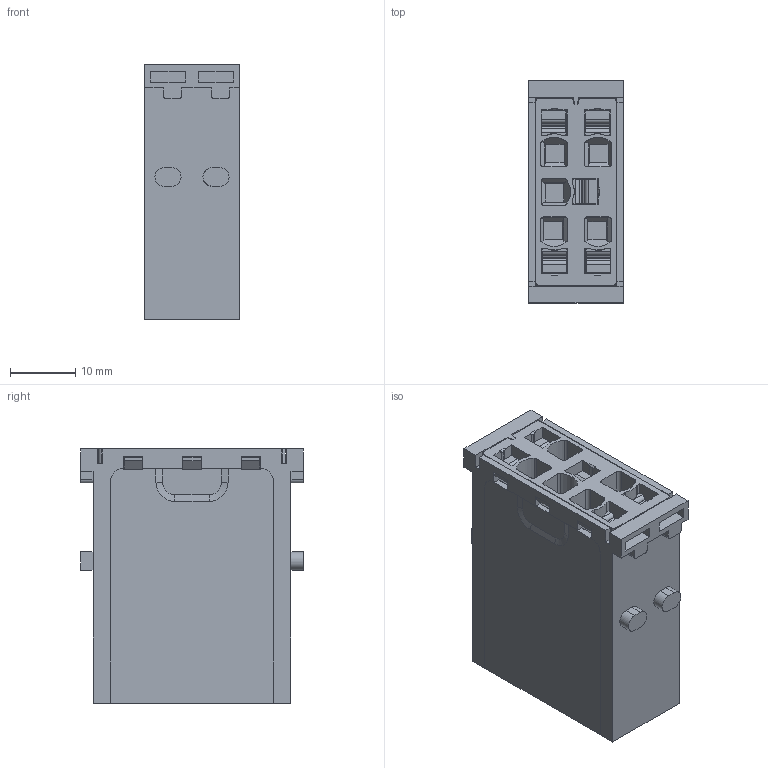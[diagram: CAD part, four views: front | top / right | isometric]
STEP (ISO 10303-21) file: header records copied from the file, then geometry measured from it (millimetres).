
FILE_DESCRIPTION(('CATIA V5 STEP Exchange','CAx-IF Rec.Pracs.--- Model Styling and Organization---1.4--- 2014-01-23'),'2;1');
FILE_NAME ('703143-5_1', '2019-09-03T05:09:01+00:00', ('none'), ('Weidmueller'), 'CATIA Version 5-6 Release 2016 SP3 HF44', 'CATIA V5 STEP AP214', 'none');
FILE_SCHEMA(('AUTOMOTIVE_DESIGN { 1 0 10303 214 1 1 1 1 }'));
Length unit declared in the file: millimetre
Products named in the file (1): 2636180000
Bounding box: 14.5 x 34 x 38.9 mm (x, y, z)
Volume: 11703.7 mm3; surface area: 12674.9 mm2
Topology: 11 solids, 11 shells, 926 faces, 2538 edges, 1683 vertices
Faces by surface type: plane 562, cylinder 300, torus 30, cone 24, extrusion 10
Entity records: 28996 total; most frequent: CARTESIAN_POINT 6661, ORIENTED_EDGE 5076, DIRECTION 3689, EDGE_CURVE 2538, VECTOR 1727, LINE 1717, VERTEX_POINT 1683, AXIS2_PLACEMENT_3D 1255
